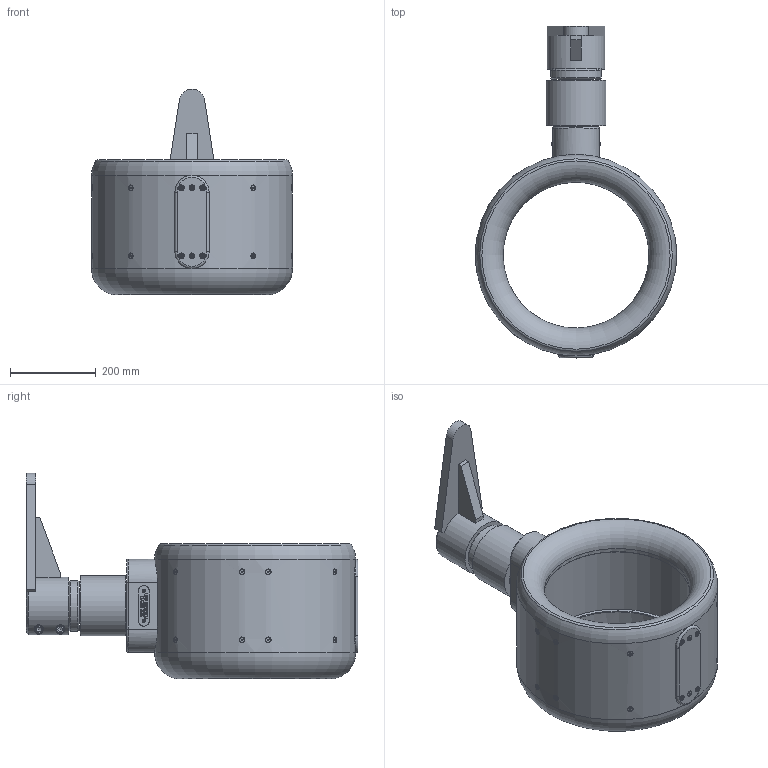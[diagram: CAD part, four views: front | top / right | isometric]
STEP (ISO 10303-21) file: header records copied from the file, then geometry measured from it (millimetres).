
FILE_DESCRIPTION (( 'STEP AP214' ), '1' );
FILE_NAME ('P-087-330-rev-A-M341-Pro.STEP', '2025-09-17T05:40:46', ( '' ), ( '' ), 'SwSTEP 2.0', 'SolidWorks 2024', '' );
FILE_SCHEMA (( 'AUTOMOTIVE_DESIGN' ));
Length unit declared in the file: millimetre
Products named in the file (1): P-087-330-rev-A-M341-Pro
Bounding box: 470 x 775.1 x 480.03 mm (x, y, z)
Volume: 27555112.1 mm3; surface area: 1159117 mm2
Topology: 1 solids, 19 shells, 1067 faces, 2643 edges, 1689 vertices
Faces by surface type: plane 716, bspline 136, cylinder 108, cone 77, torus 26, sphere 4
Full cylindrical faces by diameter (mm): 4 x3, 4.2 x3, 6 x14, 6.6 x17, 7.6 x3, 11.57 x22, 12 x2, 21 x2, 22 x2, 83 x1, 105 x1, 119 x1, 135 x1, 140 x1, 341 x2, 360 x1
Entity records: 51902 total; most frequent: CARTESIAN_POINT 16960, ORIENTED_EDGE 4746, DIRECTION 4295, EDGE_CURVE 2373, VECTOR 1663, LINE 1663, VERTEX_POINT 1593, EDGE_LOOP 1352
